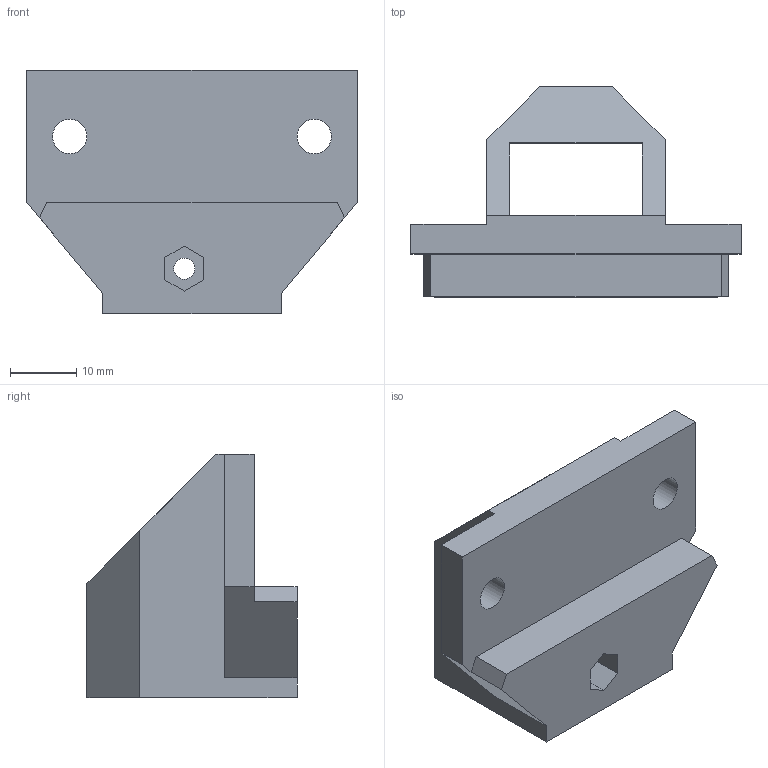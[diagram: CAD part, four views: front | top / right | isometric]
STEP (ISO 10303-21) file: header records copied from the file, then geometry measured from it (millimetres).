
FILE_DESCRIPTION(/* description */ (''),/* implementation_level */ '2;1');
FILE_NAME(/* name */ 'Y_Pulley_Mount.step',/* time_stamp */ '2019-08-30T15:32:16-04:00',/* author */ (''),/* organization */ (''),/* preprocessor_version */ 'ST-DEVELOPER v18',/* originating_system */ 'Autodesk Translation Framework v8.6.0.1094',/* authorisation */ '');
FILE_SCHEMA (('AUTOMOTIVE_DESIGN { 1 0 10303 214 3 1 1 }'));
Length unit declared in the file: millimetre
Products named in the file (1): Y_Pulley_Mount
Bounding box: 50 x 31.8 x 36.8 mm (x, y, z)
Volume: 17989.8 mm3; surface area: 8090.3 mm2
Topology: 1 solids, 1 shells, 38 faces, 101 edges, 67 vertices
Faces by surface type: plane 32, cylinder 6
Full cylindrical faces by diameter (mm): 3 x1, 3.2 x2, 5.2 x2, 6.1 x1
Entity records: 1230 total; most frequent: CARTESIAN_POINT 207, ORIENTED_EDGE 202, DIRECTION 192, EDGE_CURVE 101, LINE 88, VECTOR 88, VERTEX_POINT 67, AXIS2_PLACEMENT_3D 52
